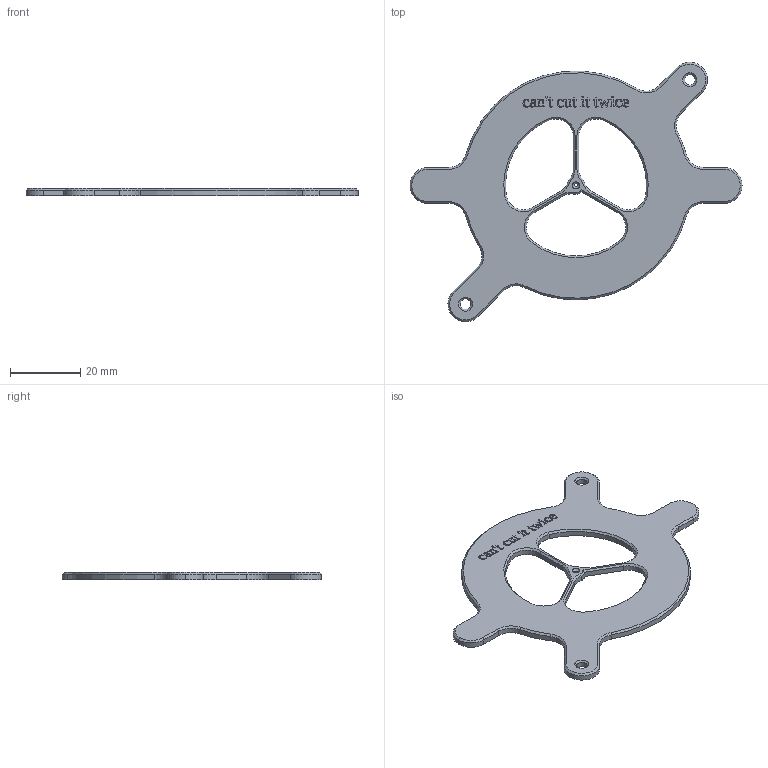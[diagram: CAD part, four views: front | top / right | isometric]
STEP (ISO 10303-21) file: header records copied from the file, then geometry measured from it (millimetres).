
FILE_DESCRIPTION(/* description */ ('STEP AP242','CAx-IF Rec.Pracs.---Representation and Presentation of Product Manufacturing Information (PMI)---4.0---2014-10-13','CAx-IF Rec.Pracs.---3D Tessellated Geometry---0.4---2014-09-14','2;1'),/* implementation_level */ '2;1');
FILE_NAME(/* name */ '63ac23babf71824bba4a051b',/* time_stamp */ '2022-12-28T11:08:44+00:00',/* author */ (''),/* organization */ (''),/* preprocessor_version */ 'ST-DEVELOPER v18.102',/* originating_system */ ' ',/* authorisation */ ' ');
FILE_SCHEMA (('AP242_MANAGED_MODEL_BASED_3D_ENGINEERING_MIM_LF { 1 0 10303 442 1 1 4 }'));
Length unit declared in the file: metre
Products named in the file (1): drilling_template
Bounding box: 94.22 x 73.61 x 2 mm (x, y, z)
Volume: 5607.8 mm3; surface area: 6644.4 mm2
Topology: 1 solids, 1 shells, 404 faces, 1095 edges, 712 vertices
Faces by surface type: plane 207, bspline 121, cylinder 38, cone 38
Full cylindrical faces by diameter (mm): 1 x1, 3 x2
Entity records: 12983 total; most frequent: CARTESIAN_POINT 3543, ORIENTED_EDGE 2178, DIRECTION 1527, EDGE_CURVE 1089, LINE 731, VECTOR 731, VERTEX_POINT 712, EDGE_LOOP 441
